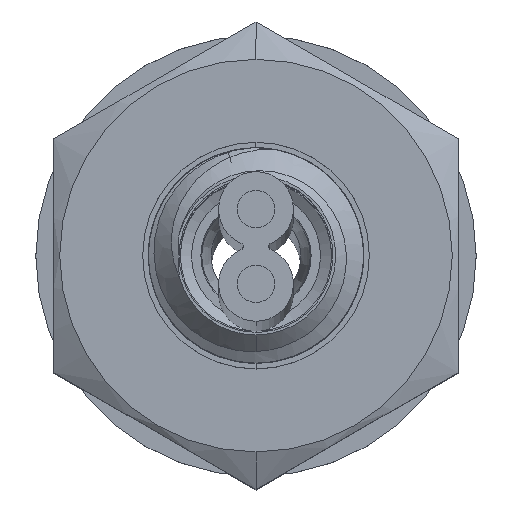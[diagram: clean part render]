
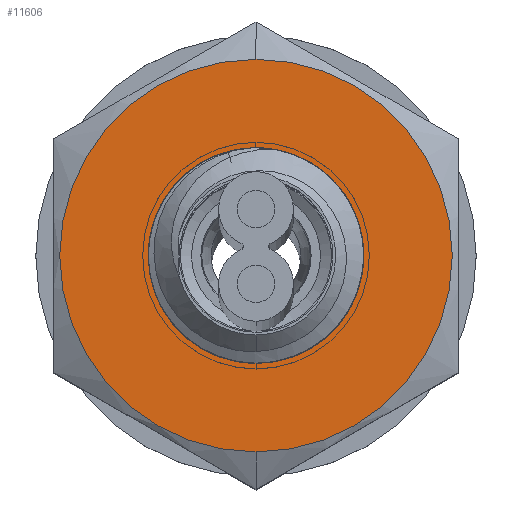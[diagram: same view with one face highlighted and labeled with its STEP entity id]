
A CAD part, top view. The second image highlights one B-rep face of the part: STEP entity #11606.
In plain terms, the highlighted face is planar.
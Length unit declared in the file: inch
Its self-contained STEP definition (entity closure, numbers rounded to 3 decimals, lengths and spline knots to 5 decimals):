
#10764=CARTESIAN_POINT('',(0.,0.02649,0.));
#10765=DIRECTION('',(0.,1.,0.));
#10766=DIRECTION('',(0.,0.,-1.));
#10767=AXIS2_PLACEMENT_3D('',#10764,#10765,#10766);
#10769=CARTESIAN_POINT('',(0.,0.02649,0.));
#10770=DIRECTION('',(0.,1.,0.));
#10771=DIRECTION('',(0.,0.,1.));
#10772=AXIS2_PLACEMENT_3D('',#10769,#10770,#10771);
#11058=CARTESIAN_POINT('',(0.,0.02649,0.));
#11059=DIRECTION('',(0.,1.,0.));
#11060=DIRECTION('',(0.,0.,1.));
#11061=AXIS2_PLACEMENT_3D('',#11058,#11059,#11060);
#11063=CARTESIAN_POINT('',(0.,0.02649,0.));
#11064=DIRECTION('',(0.,1.,0.));
#11065=DIRECTION('',(0.,0.,-1.));
#11066=AXIS2_PLACEMENT_3D('',#11063,#11064,#11065);
#11502=CARTESIAN_POINT('',(0.,0.02649,0.10501));
#11503=CARTESIAN_POINT('',(0.,0.02649,-0.10501));
#11504=VERTEX_POINT('',#11502);
#11505=VERTEX_POINT('',#11503);
#11510=CARTESIAN_POINT('',(0.,0.02649,-0.05601));
#11511=CARTESIAN_POINT('',(0.,0.02649,0.05601));
#11512=VERTEX_POINT('',#11510);
#11513=VERTEX_POINT('',#11511);
#11590=CARTESIAN_POINT('',(0.10501,0.02649,0.));
#11591=DIRECTION('',(0.,-1.,0.));
#11592=DIRECTION('',(0.,0.,-1.));
#11593=AXIS2_PLACEMENT_3D('',#11590,#11591,#11592);
#11594=PLANE('',#11593);
#11596=ORIENTED_EDGE('',*,*,#11595,.T.);
#11597=ORIENTED_EDGE('',*,*,#11575,.T.);
#11598=EDGE_LOOP('',(#11596,#11597));
#11599=FACE_OUTER_BOUND('',#11598,.F.);
#11601=ORIENTED_EDGE('',*,*,#11600,.F.);
#11603=ORIENTED_EDGE('',*,*,#11602,.F.);
#11604=EDGE_LOOP('',(#11601,#11603));
#11605=FACE_BOUND('',#11604,.F.);
#11606=ADVANCED_FACE('',(#11599,#11605),#11594,.T.);
#10768=CIRCLE('',#10767,0.10501);
#10773=CIRCLE('',#10772,0.10501);
#11062=CIRCLE('',#11061,0.05601);
#11067=CIRCLE('',#11066,0.05601);
#11575=EDGE_CURVE('',#11504,#11505,#10773,.T.);
#11595=EDGE_CURVE('',#11505,#11504,#10768,.T.);
#11600=EDGE_CURVE('',#11512,#11513,#11067,.T.);
#11602=EDGE_CURVE('',#11513,#11512,#11062,.T.);
